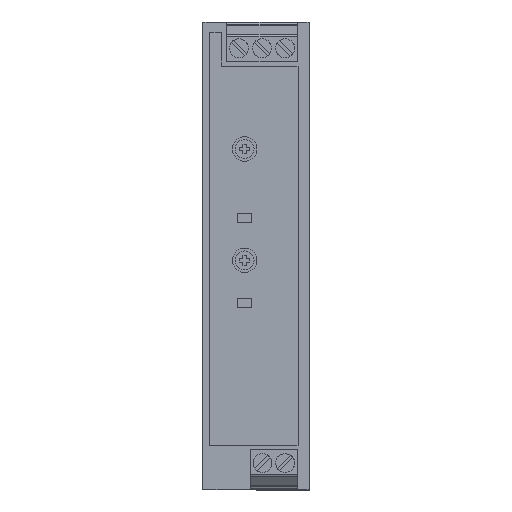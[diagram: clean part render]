
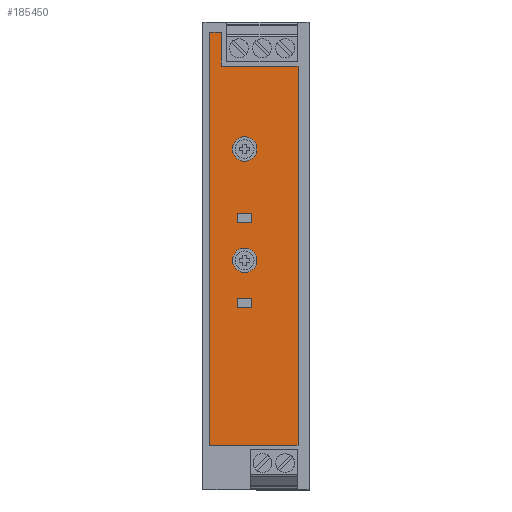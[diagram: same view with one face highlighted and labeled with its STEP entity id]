
A CAD part, top view. The second image highlights one B-rep face of the part: STEP entity #185450.
In plain terms, the highlighted face is planar.
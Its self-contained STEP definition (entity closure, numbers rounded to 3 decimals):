
#179570=CARTESIAN_POINT('',(3.9,88.9,-9.));
#179580=VERTEX_POINT('',#179570);
#179730=CARTESIAN_POINT('',(3.9,88.9,-11.));
#179740=VERTEX_POINT('',#179730);
#179770=CARTESIAN_POINT('',(3.9,88.9,0.));
#179780=DIRECTION('',(0.,0.,1.));
#179790=VECTOR('',#179780,1.);
#179800=LINE('',#179770,#179790);
#179810=EDGE_CURVE('',#179740,#179580,#179800,.T.);
#180860=CARTESIAN_POINT('',(0.9,88.9,7.));
#180870=VERTEX_POINT('',#180860);
#181020=CARTESIAN_POINT('',(0.9,88.9,9.));
#181030=VERTEX_POINT('',#181020);
#181060=CARTESIAN_POINT('',(0.9,88.9,0.));
#181070=DIRECTION('',(0.,0.,-1.));
#181080=VECTOR('',#181070,1.);
#181090=LINE('',#181060,#181080);
#181100=EDGE_CURVE('',#181030,#180870,#181090,.T.);
#181690=CARTESIAN_POINT('',(0.9,88.9,-11.));
#181700=VERTEX_POINT('',#181690);
#181780=CARTESIAN_POINT('',(0.9,88.9,-9.));
#181790=VERTEX_POINT('',#181780);
#181820=CARTESIAN_POINT('',(0.9,88.9,0.));
#181830=DIRECTION('',(0.,0.,-1.));
#181840=VECTOR('',#181830,1.);
#181850=LINE('',#181820,#181840);
#181860=EDGE_CURVE('',#181790,#181700,#181850,.T.);
#182090=CARTESIAN_POINT('',(3.9,88.9,7.));
#182100=VERTEX_POINT('',#182090);
#182200=CARTESIAN_POINT('',(0.,88.9,7.));
#182210=DIRECTION('',(1.,0.,0.));
#182220=VECTOR('',#182210,1.);
#182230=LINE('',#182200,#182220);
#182240=EDGE_CURVE('',#180870,#182100,#182230,.T.);
#182450=CARTESIAN_POINT('',(5.,88.9,-1.));
#182460=VERTEX_POINT('',#182450);
#182640=CARTESIAN_POINT('',(-0.2,88.9,-1.));
#182650=VERTEX_POINT('',#182640);
#182680=CARTESIAN_POINT('',(2.4,88.9,-1.));
#182690=DIRECTION('',(0.,-1.,0.));
#182700=DIRECTION('',(1.,0.,0.));
#182710=AXIS2_PLACEMENT_3D('',#182680,#182690,#182700);
#182720=CIRCLE('',#182710,2.6);
#182730=EDGE_CURVE('',#182650,#182460,#182720,.T.);
#182930=CARTESIAN_POINT('',(0.,88.9,-9.));
#182940=DIRECTION('',(-1.,0.,0.));
#182950=VECTOR('',#182940,1.);
#182960=LINE('',#182930,#182950);
#182970=EDGE_CURVE('',#179580,#181790,#182960,.T.);
#183490=CARTESIAN_POINT('',(5.,88.9,22.6));
#183500=VERTEX_POINT('',#183490);
#183680=CARTESIAN_POINT('',(-0.2,88.9,22.6));
#183690=VERTEX_POINT('',#183680);
#183720=CARTESIAN_POINT('',(2.4,88.9,22.6));
#183730=DIRECTION('',(0.,-1.,0.));
#183740=DIRECTION('',(1.,0.,0.));
#183750=AXIS2_PLACEMENT_3D('',#183720,#183730,#183740);
#183760=CIRCLE('',#183750,2.6);
#183770=EDGE_CURVE('',#183690,#183500,#183760,.T.);
#183970=CARTESIAN_POINT('',(0.,88.9,-11.));
#183980=DIRECTION('',(1.,0.,0.));
#183990=VECTOR('',#183980,1.);
#184000=LINE('',#183970,#183990);
#184010=EDGE_CURVE('',#181700,#179740,#184000,.T.);
#184220=CARTESIAN_POINT('',(3.9,88.9,9.));
#184230=VERTEX_POINT('',#184220);
#184280=CARTESIAN_POINT('',(3.9,88.9,0.));
#184290=DIRECTION('',(0.,0.,1.));
#184300=VECTOR('',#184290,1.);
#184310=LINE('',#184280,#184300);
#184320=EDGE_CURVE('',#182100,#184230,#184310,.T.);
#184520=CARTESIAN_POINT('',(0.,88.9,9.));
#184530=DIRECTION('',(-1.,0.,0.));
#184540=VECTOR('',#184530,1.);
#184550=LINE('',#184520,#184540);
#184560=EDGE_CURVE('',#184230,#181030,#184550,.T.);
#184680=CARTESIAN_POINT('',(-5.625,88.9,0.));
#184690=DIRECTION('',(0.,1.,0.));
#184700=DIRECTION('',(0.,0.,-1.));
#184710=AXIS2_PLACEMENT_3D('',#184680,#184690,#184700);
#184720=PLANE('',#184710);
#184730=CARTESIAN_POINT('',(7.35,88.9,47.35));
#184740=DIRECTION('',(1.,0.,0.));
#184750=VECTOR('',#184740,1.);
#184760=LINE('',#184730,#184750);
#184770=CARTESIAN_POINT('',(7.35,88.9,47.35));
#184780=VERTEX_POINT('',#184770);
#184790=CARTESIAN_POINT('',(9.8,88.9,47.35));
#184800=VERTEX_POINT('',#184790);
#184810=EDGE_CURVE('',#184780,#184800,#184760,.T.);
#184820=ORIENTED_EDGE('',*,*,#184810,.T.);
#184830=CARTESIAN_POINT('',(7.35,88.9,41.15));
#184840=DIRECTION('',(0.,0.,1.));
#184850=VECTOR('',#184840,1.);
#184860=LINE('',#184830,#184850);
#184870=CARTESIAN_POINT('',(7.35,88.9,40.15));
#184880=VERTEX_POINT('',#184870);
#184890=EDGE_CURVE('',#184880,#184780,#184860,.T.);
#184900=ORIENTED_EDGE('',*,*,#184890,.T.);
#184910=CARTESIAN_POINT('',(-8.9,88.9,40.15));
#184920=DIRECTION('',(1.,0.,0.));
#184930=VECTOR('',#184920,1.);
#184940=LINE('',#184910,#184930);
#184950=CARTESIAN_POINT('',(-8.9,88.9,40.15));
#184960=VERTEX_POINT('',#184950);
#184970=EDGE_CURVE('',#184960,#184880,#184940,.T.);
#184980=ORIENTED_EDGE('',*,*,#184970,.T.);
#184990=CARTESIAN_POINT('',(-8.9,88.9,-40.15));
#185000=DIRECTION('',(0.,0.,1.));
#185010=VECTOR('',#185000,1.);
#185020=LINE('',#184990,#185010);
#185030=CARTESIAN_POINT('',(-8.9,88.9,-40.15));
#185040=VERTEX_POINT('',#185030);
#185050=EDGE_CURVE('',#185040,#184960,#185020,.T.);
#185060=ORIENTED_EDGE('',*,*,#185050,.T.);
#185070=CARTESIAN_POINT('',(9.8,88.9,-40.15));
#185080=DIRECTION('',(-1.,0.,0.));
#185090=VECTOR('',#185080,1.);
#185100=LINE('',#185070,#185090);
#185110=CARTESIAN_POINT('',(9.8,88.9,-40.15));
#185120=VERTEX_POINT('',#185110);
#185130=EDGE_CURVE('',#185120,#185040,#185100,.T.);
#185140=ORIENTED_EDGE('',*,*,#185130,.T.);
#185150=CARTESIAN_POINT('',(9.8,88.9,47.35));
#185160=DIRECTION('',(0.,0.,-1.));
#185170=VECTOR('',#185160,1.);
#185180=LINE('',#185150,#185170);
#185190=EDGE_CURVE('',#184800,#185120,#185180,.T.);
#185200=ORIENTED_EDGE('',*,*,#185190,.T.);
#185210=EDGE_LOOP('',(#185200,#185140,#185060,#184980,#184900,#184820));
#185220=FACE_OUTER_BOUND('',#185210,.T.);
#185230=ORIENTED_EDGE('',*,*,#184560,.T.);
#185240=ORIENTED_EDGE('',*,*,#184320,.T.);
#185250=ORIENTED_EDGE('',*,*,#182240,.T.);
#185260=ORIENTED_EDGE('',*,*,#181100,.T.);
#185270=EDGE_LOOP('',(#185260,#185250,#185240,#185230));
#185280=FACE_BOUND('',#185270,.T.);
#185290=EDGE_CURVE('',#183500,#183690,#183760,.T.);
#185300=ORIENTED_EDGE('',*,*,#185290,.T.);
#185310=ORIENTED_EDGE('',*,*,#183770,.T.);
#185320=EDGE_LOOP('',(#185310,#185300));
#185330=FACE_BOUND('',#185320,.T.);
#185340=ORIENTED_EDGE('',*,*,#184010,.T.);
#185350=ORIENTED_EDGE('',*,*,#181860,.T.);
#185360=ORIENTED_EDGE('',*,*,#182970,.T.);
#185370=ORIENTED_EDGE('',*,*,#179810,.T.);
#185380=EDGE_LOOP('',(#185370,#185360,#185350,#185340));
#185390=FACE_BOUND('',#185380,.T.);
#185400=EDGE_CURVE('',#182460,#182650,#182720,.T.);
#185410=ORIENTED_EDGE('',*,*,#185400,.T.);
#185420=ORIENTED_EDGE('',*,*,#182730,.T.);
#185430=EDGE_LOOP('',(#185420,#185410));
#185440=FACE_BOUND('',#185430,.T.);
#185450=ADVANCED_FACE('',(#185220,#185280,#185330,#185390,#185440),
#184720,.T.);
